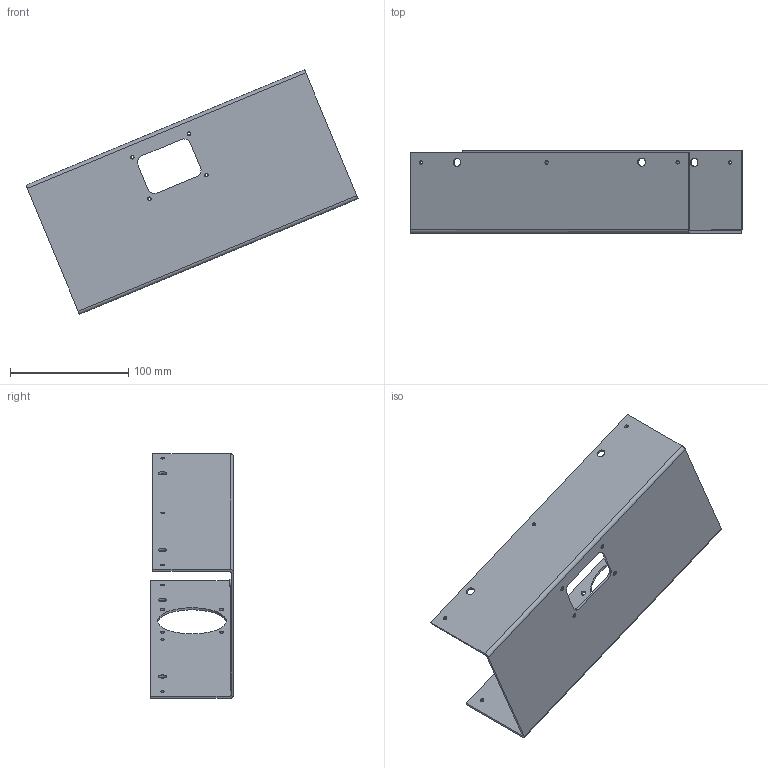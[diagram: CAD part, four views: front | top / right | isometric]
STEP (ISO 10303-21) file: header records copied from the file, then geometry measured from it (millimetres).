
FILE_DESCRIPTION (( 'STEP AP214' ), '1' );
FILE_NAME ('CHECKED_DtacqShell.STEP', '2017-05-12T00:31:11', ( '' ), ( '' ), 'SwSTEP 2.0', 'SolidWorks 2015', '' );
FILE_SCHEMA (( 'AUTOMOTIVE_DESIGN' ));
Length unit declared in the file: inch
Products named in the file (3): CHECKED_DtacqShell; CHECKED_UTopFold; CHECKED_3503_F
Assembly tree (5 placements, depth 2):
  CHECKED_DtacqShell
    CHECKED_3503_F  x4
    CHECKED_UTopFold
Bounding box: 280.75 x 70 x 206.68 mm (x, y, z)
Volume: 118915.8 mm3; surface area: 122375 mm2
Topology: 5 solids, 5 shells, 325 faces, 915 edges, 608 vertices
Faces by surface type: cylinder 279, plane 30, cone 16
Full cylindrical faces by diameter (mm): 2.459 x4, 3 x10, 3.48 x4, 4 x4, 4.22 x4, 6.3 x4, 7 x4, 58 x1
Entity records: 3797 total; most frequent: DIRECTION 709, CARTESIAN_POINT 613, ORIENTED_EDGE 572, AXIS2_PLACEMENT_3D 303, EDGE_CURVE 286, VERTEX_POINT 207, CIRCLE 183, EDGE_LOOP 183
